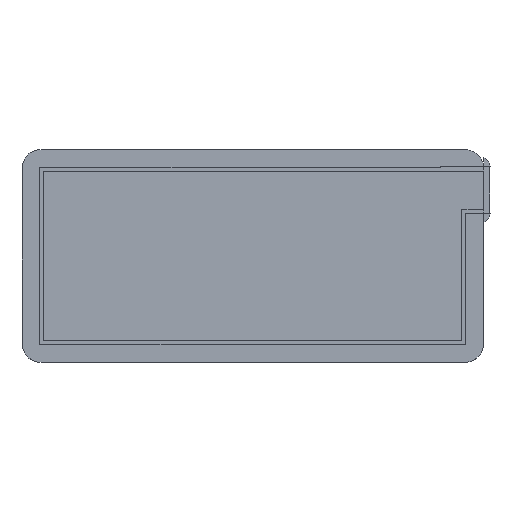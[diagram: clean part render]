
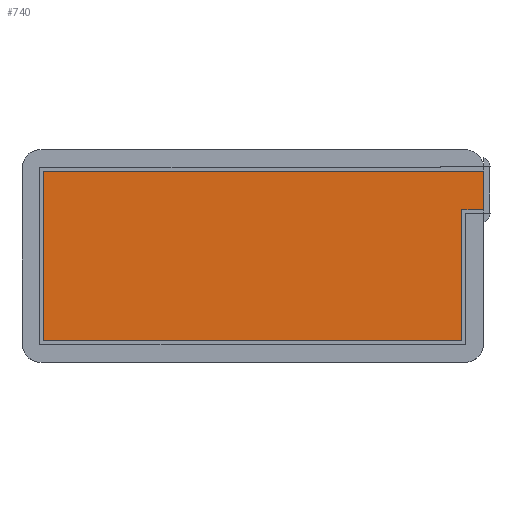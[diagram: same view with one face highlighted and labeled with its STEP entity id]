
A CAD part, top view. The second image highlights one B-rep face of the part: STEP entity #740.
In plain terms, the highlighted planar face has unit normal (0, 0, 1).
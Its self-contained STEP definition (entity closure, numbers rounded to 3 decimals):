
#38=PLANE('',#808);
#77=FACE_OUTER_BOUND('',#119,.T.);
#119=EDGE_LOOP('',(#630,#631,#632,#633,#634,#635));
#197=LINE('',#1177,#286);
#200=LINE('',#1182,#289);
#202=LINE('',#1186,#291);
#204=LINE('',#1190,#293);
#206=LINE('',#1193,#295);
#207=LINE('',#1195,#296);
#286=VECTOR('',#952,10.);
#289=VECTOR('',#957,10.);
#291=VECTOR('',#961,10.);
#293=VECTOR('',#965,10.);
#295=VECTOR('',#969,10.);
#296=VECTOR('',#972,10.);
#337=VERTEX_POINT('',#1052);
#338=VERTEX_POINT('',#1054);
#382=VERTEX_POINT('',#1175);
#383=VERTEX_POINT('',#1180);
#384=VERTEX_POINT('',#1184);
#385=VERTEX_POINT('',#1188);
#469=EDGE_CURVE('',#338,#382,#197,.T.);
#472=EDGE_CURVE('',#382,#383,#200,.T.);
#474=EDGE_CURVE('',#383,#384,#202,.T.);
#476=EDGE_CURVE('',#384,#385,#204,.T.);
#478=EDGE_CURVE('',#385,#337,#206,.T.);
#479=EDGE_CURVE('',#338,#337,#207,.T.);
#630=ORIENTED_EDGE('',*,*,#469,.T.);
#631=ORIENTED_EDGE('',*,*,#472,.T.);
#632=ORIENTED_EDGE('',*,*,#474,.T.);
#633=ORIENTED_EDGE('',*,*,#476,.T.);
#634=ORIENTED_EDGE('',*,*,#478,.T.);
#635=ORIENTED_EDGE('',*,*,#479,.F.);
#740=ADVANCED_FACE('',(#77),#38,.F.);
#808=AXIS2_PLACEMENT_3D('',#1194,#970,#971);
#952=DIRECTION('',(-1.,0.,0.));
#957=DIRECTION('',(0.,-1.,0.));
#961=DIRECTION('',(1.,0.,0.));
#965=DIRECTION('',(0.,1.,0.));
#969=DIRECTION('',(1.,0.,0.));
#970=DIRECTION('center_axis',(0.,0.,-1.));
#971=DIRECTION('ref_axis',(1.,0.,0.));
#972=DIRECTION('',(0.,-1.,0.));
#1052=CARTESIAN_POINT('',(368.557,-60.,0.));
#1054=CARTESIAN_POINT('',(368.557,-29.67,0.));
#1175=CARTESIAN_POINT('',(22.05,-29.67,0.));
#1177=CARTESIAN_POINT('',(277.682,-29.67,0.));
#1180=CARTESIAN_POINT('',(22.05,-163.37,0.));
#1182=CARTESIAN_POINT('',(22.05,-63.095,0.));
#1184=CARTESIAN_POINT('',(351.33,-163.37,0.));
#1186=CARTESIAN_POINT('',(104.429,-163.37,0.));
#1188=CARTESIAN_POINT('',(351.33,-60.,0.));
#1190=CARTESIAN_POINT('',(351.33,-129.945,0.));
#1193=CARTESIAN_POINT('',(269.069,-60.,0.));
#1194=CARTESIAN_POINT('Origin',(186.807,-96.52,0.));
#1195=CARTESIAN_POINT('',(368.557,-19.335,0.));
